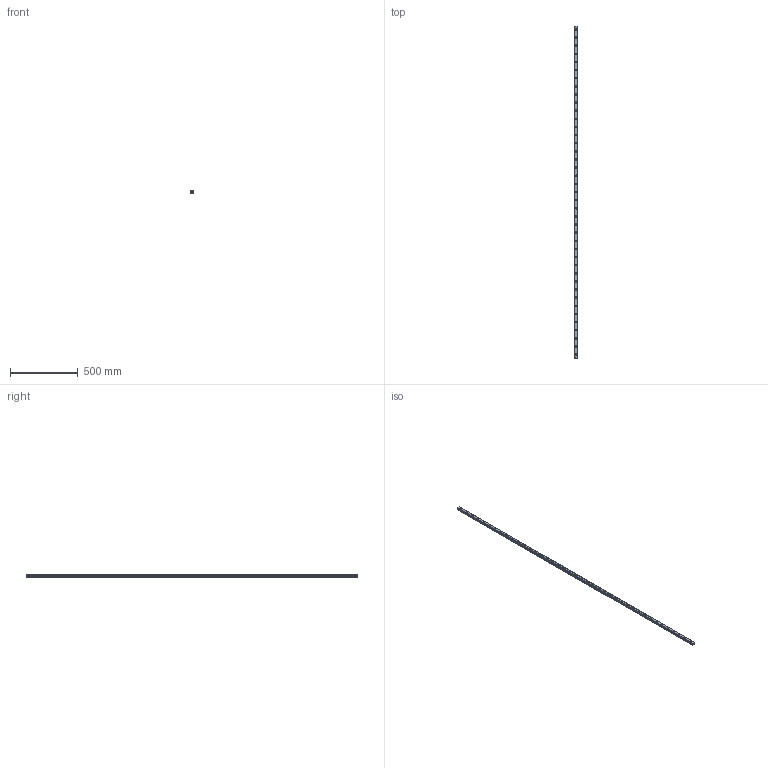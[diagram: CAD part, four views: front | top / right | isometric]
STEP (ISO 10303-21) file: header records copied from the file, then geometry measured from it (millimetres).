
FILE_DESCRIPTION(('STEP AP214'),'1');
FILE_NAME('cctmp_9A0AAD83-3D68-43FC-961C-E044A4EBE6FF_2021_02_09_16_39_16_0570..stp','2021-02-09T15:39:16',('HIWIN GmbH'),('CADClick - www.CADClick.com'),'Spatial InterOp 3D',' ','unknown authorization');
FILE_SCHEMA(('AUTOMOTIVE_DESIGN'));
Length unit declared in the file: millimetre
Products named in the file (1): EGR25R2450C_FILE
Bounding box: 23 x 2450 x 18 mm (x, y, z)
Volume: 842468.3 mm3; surface area: 227884.9 mm2
Topology: 1 solids, 1 shells, 597 faces, 1527 edges, 1018 vertices
Faces by surface type: plane 331, cylinder 266
Entity records: 23341 total; most frequent: DIRECTION 3583, CARTESIAN_POINT 3143, ORIENTED_EDGE 3054, EDGE_CURVE 1527, AXIS2_PLACEMENT_3D 1458, VERTEX_POINT 1018, CIRCLE 696, EDGE_LOOP 683
